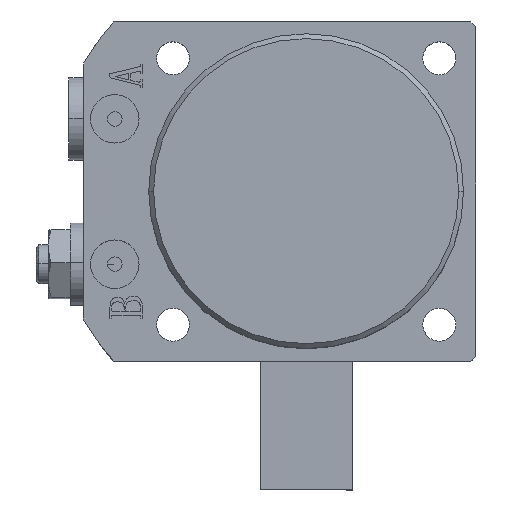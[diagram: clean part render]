
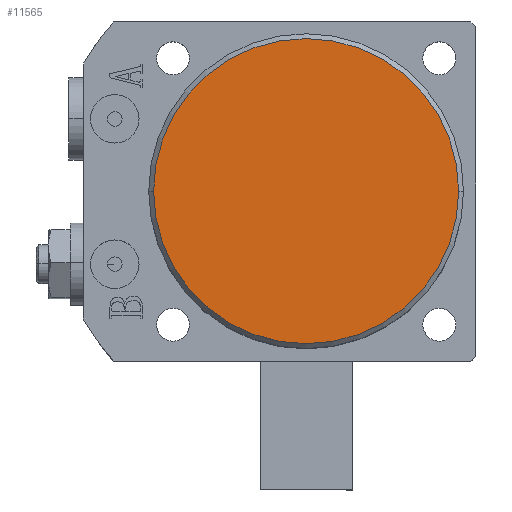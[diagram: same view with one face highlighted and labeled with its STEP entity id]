
A CAD part, top view. The second image highlights one B-rep face of the part: STEP entity #11565.
In plain terms, the highlighted planar face has unit normal (0, 0, 1).
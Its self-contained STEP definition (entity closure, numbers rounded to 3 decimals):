
#339 = VERTEX_POINT ( 'NONE', #9006 ) ;
#746 = EDGE_CURVE ( 'NONE', #339, #852, #4271, .T. ) ;
#852 = VERTEX_POINT ( 'NONE', #10389 ) ;
#1376 = CARTESIAN_POINT ( 'NONE',  ( 0., 0., 73.5 ) ) ;
#1381 = PLANE ( 'NONE',  #9903 ) ;
#1384 = DIRECTION ( 'NONE',  ( 0., 0., 1. ) ) ;
#1385 = DIRECTION ( 'NONE',  ( 1., 0., 0. ) ) ;
#1970 = DIRECTION ( 'NONE',  ( 1., 0., 0. ) ) ;
#3063 = EDGE_CURVE ( 'NONE', #852, #339, #4577, .T. ) ;
#3380 = AXIS2_PLACEMENT_3D ( 'NONE', #9042, #9024, #9010 ) ;
#3469 = AXIS2_PLACEMENT_3D ( 'NONE', #9801, #9837, #1970 ) ;
#4271 = CIRCLE ( 'NONE', #3380, 31.5 ) ;
#4577 = CIRCLE ( 'NONE', #3469, 31.5 ) ;
#6135 = ORIENTED_EDGE ( 'NONE', *, *, #746, .T. ) ;
#6136 = ORIENTED_EDGE ( 'NONE', *, *, #3063, .T. ) ;
#7286 = FACE_OUTER_BOUND ( 'NONE', #7902, .T. ) ;
#7902 = EDGE_LOOP ( 'NONE', ( #6136, #6135 ) ) ;
#9006 = CARTESIAN_POINT ( 'NONE',  ( 31.5, 0., 73.5 ) ) ;
#9010 = DIRECTION ( 'NONE',  ( 1., 0., 0. ) ) ;
#9024 = DIRECTION ( 'NONE',  ( 0., 0., 1. ) ) ;
#9042 = CARTESIAN_POINT ( 'NONE',  ( 0., 0., 73.5 ) ) ;
#9801 = CARTESIAN_POINT ( 'NONE',  ( 0., 0., 73.5 ) ) ;
#9837 = DIRECTION ( 'NONE',  ( 0., 0., 1. ) ) ;
#9903 = AXIS2_PLACEMENT_3D ( 'NONE', #1376, #1384, #1385 ) ;
#10389 = CARTESIAN_POINT ( 'NONE',  ( -31.5, 0., 73.5 ) ) ;
#11565 = ADVANCED_FACE ( 'NONE', ( #7286 ), #1381, .T. ) ;
